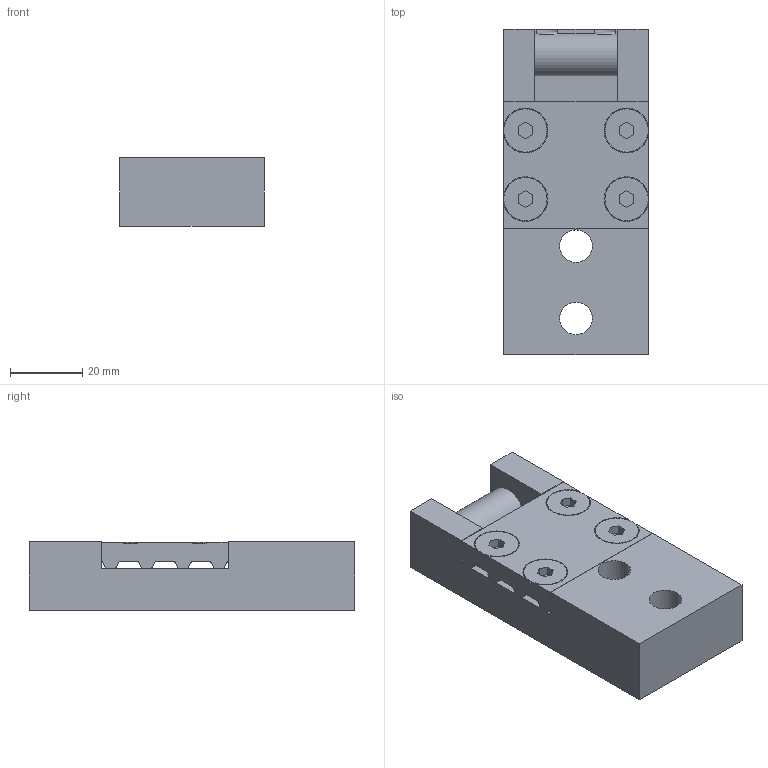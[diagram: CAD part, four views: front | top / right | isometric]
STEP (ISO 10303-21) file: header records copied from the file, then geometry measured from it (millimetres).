
FILE_DESCRIPTION((''),'2;1');
FILE_NAME('SL0198S.ipt.step','2007-09-10T15:13:28',(''),(''),'Autodesk Inventor 11','Autodesk Inventor 11','');
FILE_SCHEMA(('AUTOMOTIVE_DESIGN { 1 0 10303 214 1 1 1 1 }'));
Length unit declared in the file: millimetre
Products named in the file (1): SL0198S
Bounding box: 40 x 90 x 19 mm (x, y, z)
Volume: 55987.6 mm3; surface area: 19238.4 mm2
Topology: 2 solids, 2 shells, 136 faces, 360 edges, 238 vertices
Faces by surface type: plane 93, cylinder 31, bspline 10, torus 2
Full cylindrical faces by diameter (mm): 9.9 x2, 10 x2, 12 x4
Entity records: 4240 total; most frequent: CARTESIAN_POINT 889, ORIENTED_EDGE 672, DIRECTION 668, EDGE_CURVE 336, VECTOR 254, LINE 254, VERTEX_POINT 232, AXIS2_PLACEMENT_3D 207
